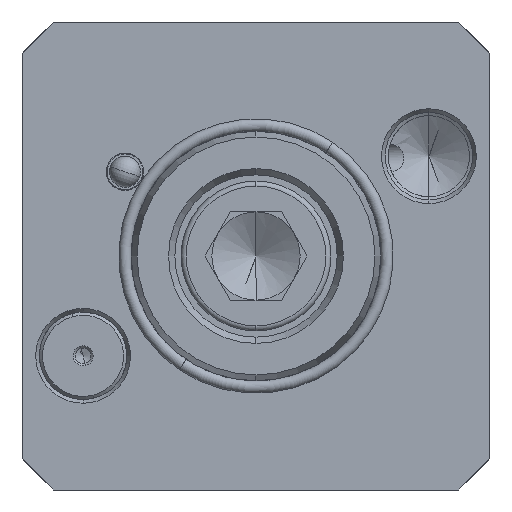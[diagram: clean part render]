
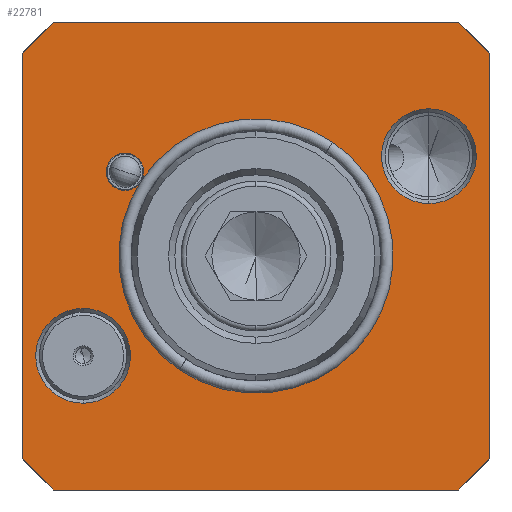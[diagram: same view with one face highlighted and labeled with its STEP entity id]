
A CAD part, left-side view. The second image highlights one B-rep face of the part: STEP entity #22781.
In plain terms, the highlighted planar face has unit normal (-1, 0, 0).
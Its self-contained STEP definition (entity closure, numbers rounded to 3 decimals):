
#296 = EDGE_LOOP ( 'NONE', ( #20030, #8819 ) ) ;
#301 = VERTEX_POINT ( 'NONE', #18755 ) ;
#359 = CARTESIAN_POINT ( 'NONE',  ( 0., 0., 0. ) ) ;
#376 = CIRCLE ( 'NONE', #2738, 7.6 ) ;
#572 = ORIENTED_EDGE ( 'NONE', *, *, #3195, .F. ) ;
#665 = CARTESIAN_POINT ( 'NONE',  ( 0., 32.5, -37.5 ) ) ;
#894 = FACE_BOUND ( 'NONE', #296, .T. ) ;
#1211 = EDGE_CURVE ( 'NONE', #19578, #8928, #2170, .T. ) ;
#1957 = LINE ( 'NONE', #11567, #11507 ) ;
#2036 = VECTOR ( 'NONE', #5938, 1000. ) ;
#2107 = CIRCLE ( 'NONE', #22915, 3. ) ;
#2170 = CIRCLE ( 'NONE', #21038, 3. ) ;
#2277 = CARTESIAN_POINT ( 'NONE',  ( 0., 32.5, 37.5 ) ) ;
#2282 = DIRECTION ( 'NONE',  ( 0., 0., 1. ) ) ;
#2377 = EDGE_CURVE ( 'NONE', #6450, #28939, #28788, .T. ) ;
#2491 = ORIENTED_EDGE ( 'NONE', *, *, #3282, .F. ) ;
#2576 = VERTEX_POINT ( 'NONE', #25918 ) ;
#2707 = DIRECTION ( 'NONE',  ( 0., 0., 1. ) ) ;
#2738 = AXIS2_PLACEMENT_3D ( 'NONE', #10763, #15490, #5877 ) ;
#3195 = EDGE_CURVE ( 'NONE', #301, #17146, #18745, .T. ) ;
#3282 = EDGE_CURVE ( 'NONE', #2576, #16643, #376, .T. ) ;
#3659 = CARTESIAN_POINT ( 'NONE',  ( 0., 37.5, 32.5 ) ) ;
#3881 = DIRECTION ( 'NONE',  ( 0., 0., 1. ) ) ;
#4571 = CARTESIAN_POINT ( 'NONE',  ( 0., 21., 13.5 ) ) ;
#4632 = CARTESIAN_POINT ( 'NONE',  ( 0., 24., 13.5 ) ) ;
#4747 = ORIENTED_EDGE ( 'NONE', *, *, #2377, .F. ) ;
#4978 = CIRCLE ( 'NONE', #20085, 7.6 ) ;
#5224 = CARTESIAN_POINT ( 'NONE',  ( 0., 0., 0. ) ) ;
#5427 = LINE ( 'NONE', #3659, #6685 ) ;
#5647 = VERTEX_POINT ( 'NONE', #25251 ) ;
#5675 = DIRECTION ( 'NONE',  ( -1., 0., 0. ) ) ;
#5802 = DIRECTION ( 'NONE',  ( -1., 0., 0. ) ) ;
#5877 = DIRECTION ( 'NONE',  ( 0., 0., 1. ) ) ;
#5938 = DIRECTION ( 'NONE',  ( 0., -0.707, 0.707 ) ) ;
#5988 = CIRCLE ( 'NONE', #8359, 20.2 ) ;
#6300 = EDGE_CURVE ( 'NONE', #21802, #9790, #5427, .T. ) ;
#6450 = VERTEX_POINT ( 'NONE', #22430 ) ;
#6685 = VECTOR ( 'NONE', #25567, 1000. ) ;
#7157 = LINE ( 'NONE', #27316, #24273 ) ;
#7166 = AXIS2_PLACEMENT_3D ( 'NONE', #9317, #24989, #17896 ) ;
#7246 = VECTOR ( 'NONE', #24480, 1000. ) ;
#7351 = CARTESIAN_POINT ( 'NONE',  ( 0., 37.5, 32.5 ) ) ;
#7360 = AXIS2_PLACEMENT_3D ( 'NONE', #12220, #21239, #7517 ) ;
#7517 = DIRECTION ( 'NONE',  ( 0., 0., 1. ) ) ;
#7644 = EDGE_LOOP ( 'NONE', ( #18522, #21568, #4747, #21756, #17427, #572, #21368, #12037 ) ) ;
#8359 = AXIS2_PLACEMENT_3D ( 'NONE', #25788, #5802, #3881 ) ;
#8453 = EDGE_CURVE ( 'NONE', #28110, #18979, #25120, .T. ) ;
#8527 = EDGE_LOOP ( 'NONE', ( #16977, #15352 ) ) ;
#8819 = ORIENTED_EDGE ( 'NONE', *, *, #20301, .F. ) ;
#8928 = VERTEX_POINT ( 'NONE', #11448 ) ;
#8980 = CARTESIAN_POINT ( 'NONE',  ( 0., 0., -20.2 ) ) ;
#9317 = CARTESIAN_POINT ( 'NONE',  ( 0., -27.713, 16. ) ) ;
#9790 = VERTEX_POINT ( 'NONE', #7351 ) ;
#9959 = VECTOR ( 'NONE', #15204, 1000. ) ;
#10021 = VERTEX_POINT ( 'NONE', #2277 ) ;
#10272 = CARTESIAN_POINT ( 'NONE',  ( 0., 27.713, -16. ) ) ;
#10375 = CARTESIAN_POINT ( 'NONE',  ( 0., 37.5, -32.5 ) ) ;
#10418 = DIRECTION ( 'NONE',  ( 0., -1., 0. ) ) ;
#10763 = CARTESIAN_POINT ( 'NONE',  ( 0., 27.713, -16. ) ) ;
#11212 = EDGE_CURVE ( 'NONE', #16785, #6450, #18119, .T. ) ;
#11448 = CARTESIAN_POINT ( 'NONE',  ( 0., 18., 13.5 ) ) ;
#11507 = VECTOR ( 'NONE', #24755, 1000. ) ;
#11567 = CARTESIAN_POINT ( 'NONE',  ( 0., 32.5, 37.5 ) ) ;
#11608 = FACE_BOUND ( 'NONE', #8527, .T. ) ;
#11753 = EDGE_CURVE ( 'NONE', #9790, #10021, #22050, .T. ) ;
#12037 = ORIENTED_EDGE ( 'NONE', *, *, #11753, .F. ) ;
#12066 = CIRCLE ( 'NONE', #7360, 7.6 ) ;
#12088 = CARTESIAN_POINT ( 'NONE',  ( 0., -32.5, 37.5 ) ) ;
#12220 = CARTESIAN_POINT ( 'NONE',  ( 0., -27.713, 16. ) ) ;
#12993 = CARTESIAN_POINT ( 'NONE',  ( 0., 27.713, -8.4 ) ) ;
#13599 = EDGE_CURVE ( 'NONE', #18979, #28110, #12066, .T. ) ;
#13874 = DIRECTION ( 'NONE',  ( 0., -1., 0. ) ) ;
#14227 = DIRECTION ( 'NONE',  ( -1., 0., 0. ) ) ;
#14571 = EDGE_CURVE ( 'NONE', #5647, #19213, #5988, .T. ) ;
#14690 = DIRECTION ( 'NONE',  ( 0., 0., 1. ) ) ;
#14726 = EDGE_LOOP ( 'NONE', ( #19176, #18592 ) ) ;
#15204 = DIRECTION ( 'NONE',  ( 0., 0.707, -0.707 ) ) ;
#15352 = ORIENTED_EDGE ( 'NONE', *, *, #1211, .F. ) ;
#15490 = DIRECTION ( 'NONE',  ( -1., 0., 0. ) ) ;
#15666 = DIRECTION ( 'NONE',  ( -1., 0., 0. ) ) ;
#16326 = CARTESIAN_POINT ( 'NONE',  ( 0., -37.5, 32.5 ) ) ;
#16643 = VERTEX_POINT ( 'NONE', #12993 ) ;
#16785 = VERTEX_POINT ( 'NONE', #27667 ) ;
#16977 = ORIENTED_EDGE ( 'NONE', *, *, #27370, .F. ) ;
#17017 = CARTESIAN_POINT ( 'NONE',  ( 0., 32.5, 37.5 ) ) ;
#17146 = VERTEX_POINT ( 'NONE', #16326 ) ;
#17427 = ORIENTED_EDGE ( 'NONE', *, *, #19760, .F. ) ;
#17591 = CARTESIAN_POINT ( 'NONE',  ( 0., -27.713, 8.4 ) ) ;
#17896 = DIRECTION ( 'NONE',  ( 0., 0., 1. ) ) ;
#18118 = DIRECTION ( 'NONE',  ( -1., 0., 0. ) ) ;
#18119 = LINE ( 'NONE', #24649, #9959 ) ;
#18403 = FACE_BOUND ( 'NONE', #14726, .T. ) ;
#18522 = ORIENTED_EDGE ( 'NONE', *, *, #6300, .F. ) ;
#18538 = EDGE_CURVE ( 'NONE', #28939, #21802, #19889, .T. ) ;
#18592 = ORIENTED_EDGE ( 'NONE', *, *, #8453, .F. ) ;
#18745 = LINE ( 'NONE', #12088, #27803 ) ;
#18755 = CARTESIAN_POINT ( 'NONE',  ( 0., -32.5, 37.5 ) ) ;
#18979 = VERTEX_POINT ( 'NONE', #23068 ) ;
#19176 = ORIENTED_EDGE ( 'NONE', *, *, #13599, .F. ) ;
#19213 = VERTEX_POINT ( 'NONE', #8980 ) ;
#19578 = VERTEX_POINT ( 'NONE', #4632 ) ;
#19760 = EDGE_CURVE ( 'NONE', #17146, #16785, #7157, .T. ) ;
#19889 = LINE ( 'NONE', #22386, #7246 ) ;
#20030 = ORIENTED_EDGE ( 'NONE', *, *, #14571, .F. ) ;
#20085 = AXIS2_PLACEMENT_3D ( 'NONE', #10272, #5675, #14690 ) ;
#20301 = EDGE_CURVE ( 'NONE', #19213, #5647, #28598, .T. ) ;
#20477 = FACE_OUTER_BOUND ( 'NONE', #7644, .T. ) ;
#20985 = AXIS2_PLACEMENT_3D ( 'NONE', #5224, #14227, #2707 ) ;
#21038 = AXIS2_PLACEMENT_3D ( 'NONE', #23582, #23876, #10418 ) ;
#21111 = AXIS2_PLACEMENT_3D ( 'NONE', #359, #18118, #2282 ) ;
#21239 = DIRECTION ( 'NONE',  ( -1., 0., 0. ) ) ;
#21368 = ORIENTED_EDGE ( 'NONE', *, *, #25030, .F. ) ;
#21568 = ORIENTED_EDGE ( 'NONE', *, *, #18538, .F. ) ;
#21756 = ORIENTED_EDGE ( 'NONE', *, *, #11212, .F. ) ;
#21802 = VERTEX_POINT ( 'NONE', #10375 ) ;
#22050 = LINE ( 'NONE', #17017, #2036 ) ;
#22382 = DIRECTION ( 'NONE',  ( 0., 1., 0. ) ) ;
#22386 = CARTESIAN_POINT ( 'NONE',  ( 0., 37.5, -32.5 ) ) ;
#22430 = CARTESIAN_POINT ( 'NONE',  ( 0., -32.5, -37.5 ) ) ;
#22538 = CARTESIAN_POINT ( 'NONE',  ( 0., 32.5, -37.5 ) ) ;
#22539 = VECTOR ( 'NONE', #22382, 1000. ) ;
#22564 = FACE_BOUND ( 'NONE', #29230, .T. ) ;
#22781 = ADVANCED_FACE ( 'NONE', ( #11608, #18403, #22564, #894, #20477 ), #24648, .T. ) ;
#22915 = AXIS2_PLACEMENT_3D ( 'NONE', #4571, #15666, #13874 ) ;
#23068 = CARTESIAN_POINT ( 'NONE',  ( 0., -27.713, 23.6 ) ) ;
#23582 = CARTESIAN_POINT ( 'NONE',  ( 0., 21., 13.5 ) ) ;
#23876 = DIRECTION ( 'NONE',  ( -1., 0., 0. ) ) ;
#24273 = VECTOR ( 'NONE', #25631, 1000. ) ;
#24480 = DIRECTION ( 'NONE',  ( 0., 0.707, 0.707 ) ) ;
#24648 = PLANE ( 'NONE',  #21111 ) ;
#24649 = CARTESIAN_POINT ( 'NONE',  ( 0., -37.5, -32.5 ) ) ;
#24755 = DIRECTION ( 'NONE',  ( 0., -1., 0. ) ) ;
#24989 = DIRECTION ( 'NONE',  ( -1., 0., 0. ) ) ;
#25030 = EDGE_CURVE ( 'NONE', #10021, #301, #1957, .T. ) ;
#25120 = CIRCLE ( 'NONE', #7166, 7.6 ) ;
#25251 = CARTESIAN_POINT ( 'NONE',  ( 0., 0., 20.2 ) ) ;
#25567 = DIRECTION ( 'NONE',  ( 0., 0., 1. ) ) ;
#25631 = DIRECTION ( 'NONE',  ( 0., 0., -1. ) ) ;
#25788 = CARTESIAN_POINT ( 'NONE',  ( 0., 0., 0. ) ) ;
#25918 = CARTESIAN_POINT ( 'NONE',  ( 0., 27.713, -23.6 ) ) ;
#26235 = EDGE_CURVE ( 'NONE', #16643, #2576, #4978, .T. ) ;
#27064 = ORIENTED_EDGE ( 'NONE', *, *, #26235, .F. ) ;
#27316 = CARTESIAN_POINT ( 'NONE',  ( 0., -37.5, 32.5 ) ) ;
#27370 = EDGE_CURVE ( 'NONE', #8928, #19578, #2107, .T. ) ;
#27667 = CARTESIAN_POINT ( 'NONE',  ( 0., -37.5, -32.5 ) ) ;
#27803 = VECTOR ( 'NONE', #27817, 1000. ) ;
#27817 = DIRECTION ( 'NONE',  ( 0., -0.707, -0.707 ) ) ;
#28110 = VERTEX_POINT ( 'NONE', #17591 ) ;
#28598 = CIRCLE ( 'NONE', #20985, 20.2 ) ;
#28788 = LINE ( 'NONE', #22538, #22539 ) ;
#28939 = VERTEX_POINT ( 'NONE', #665 ) ;
#29230 = EDGE_LOOP ( 'NONE', ( #27064, #2491 ) ) ;
